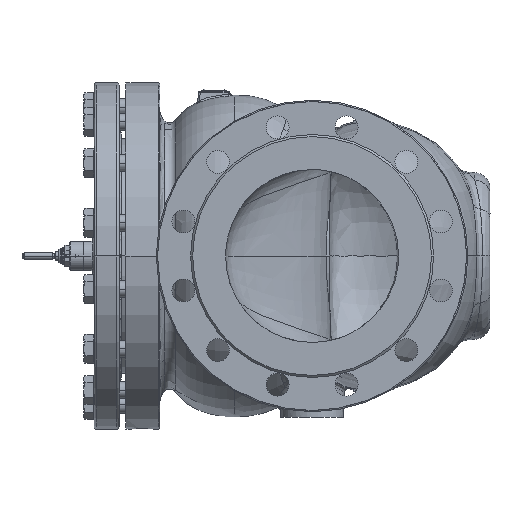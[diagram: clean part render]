
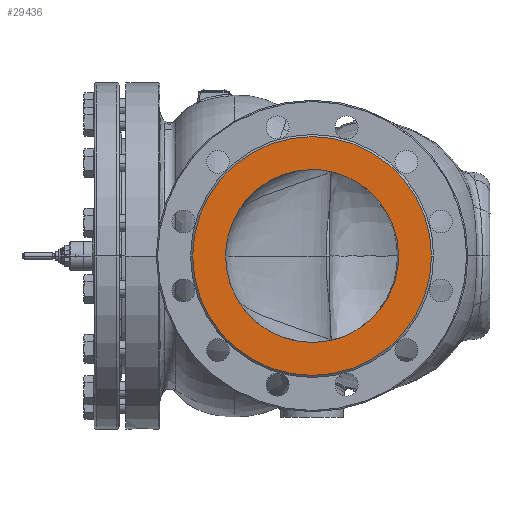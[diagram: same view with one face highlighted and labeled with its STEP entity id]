
A CAD part, left-side view. The second image highlights one B-rep face of the part: STEP entity #29436.
In plain terms, the highlighted planar face has unit normal (-1, 0, 0).
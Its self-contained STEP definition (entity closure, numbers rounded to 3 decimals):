
#1=CARTESIAN_POINT('',(-365.,105.96,66.314));
#2=CARTESIAN_POINT('',(-365.,109.174,61.179));
#3=CARTESIAN_POINT('',(-365.,114.738,50.651));
#4=CARTESIAN_POINT('',(-365.,120.629,34.239));
#5=CARTESIAN_POINT('',(-365.,124.197,17.356));
#6=CARTESIAN_POINT('',(-365.,125.,5.825));
#7=CARTESIAN_POINT('',(-365.,125.,0.));
#108=CARTESIAN_POINT('',(-365.,0.,0.));
#109=DIRECTION('',(1.,0.,0.));
#110=DIRECTION('',(0.,1.,0.));
#111=AXIS2_PLACEMENT_3D('',#108,#109,#110);
#113=CARTESIAN_POINT('',(-365.,0.,0.));
#114=DIRECTION('',(-1.,0.,0.));
#115=DIRECTION('',(0.,1.,0.));
#116=AXIS2_PLACEMENT_3D('',#113,#114,#115);
#14203=CARTESIAN_POINT('',(-365.,0.,125.));
#14204=CARTESIAN_POINT('',(-365.,5.526,125.));
#14205=CARTESIAN_POINT('',(-365.,16.502,124.264));
#14206=CARTESIAN_POINT('',(-365.,32.479,121.069));
#14207=CARTESIAN_POINT('',(-365.,47.713,115.901));
#14208=CARTESIAN_POINT('',(-365.,62.001,108.924));
#14209=CARTESIAN_POINT('',(-365.,72.949,101.737));
#14210=CARTESIAN_POINT('',(-365.,81.06,95.259));
#14211=CARTESIAN_POINT('',(-365.,86.8,90.06));
#14212=CARTESIAN_POINT('',(-365.,91.282,85.463));
#14213=CARTESIAN_POINT('',(-365.,94.681,81.64));
#14214=CARTESIAN_POINT('',(-365.,97.954,77.725));
#14215=CARTESIAN_POINT('',(-365.,101.805,72.664));
#14216=CARTESIAN_POINT('',(-365.,104.62,68.454));
#14217=CARTESIAN_POINT('',(-365.,105.96,66.314));
#14467=CARTESIAN_POINT('',(-365.,-125.,0.));
#14468=CARTESIAN_POINT('',(-365.,-125.,6.192));
#14469=CARTESIAN_POINT('',(-365.,-124.068,18.847));
#14470=CARTESIAN_POINT('',(-365.,-119.723,37.594));
#14471=CARTESIAN_POINT('',(-365.,-113.886,52.153));
#14472=CARTESIAN_POINT('',(-365.,-108.219,62.766));
#14473=CARTESIAN_POINT('',(-365.,-102.175,72.385));
#14474=CARTESIAN_POINT('',(-365.,-93.825,83.113));
#14475=CARTESIAN_POINT('',(-365.,-82.503,94.346));
#14476=CARTESIAN_POINT('',(-365.,-70.144,103.846));
#14477=CARTESIAN_POINT('',(-365.,-56.958,111.613));
#14478=CARTESIAN_POINT('',(-365.,-43.164,117.627));
#14479=CARTESIAN_POINT('',(-365.,-28.949,121.899));
#14480=CARTESIAN_POINT('',(-365.,-14.502,124.441));
#14481=CARTESIAN_POINT('',(-365.,-4.824,125.));
#14482=CARTESIAN_POINT('',(-365.,0.,125.));
#14543=CARTESIAN_POINT('',(-365.,0.,-125.));
#14544=CARTESIAN_POINT('',(-365.,-4.824,-125.));
#14545=CARTESIAN_POINT('',(-365.,-14.502,-124.441));
#14546=CARTESIAN_POINT('',(-365.,-28.949,-121.899));
#14547=CARTESIAN_POINT('',(-365.,-43.164,-117.627));
#14548=CARTESIAN_POINT('',(-365.,-56.958,-111.613));
#14549=CARTESIAN_POINT('',(-365.,-70.144,-103.846));
#14550=CARTESIAN_POINT('',(-365.,-82.503,-94.346));
#14551=CARTESIAN_POINT('',(-365.,-93.825,-83.113));
#14552=CARTESIAN_POINT('',(-365.,-102.175,-72.385));
#14553=CARTESIAN_POINT('',(-365.,-108.219,-62.766));
#14554=CARTESIAN_POINT('',(-365.,-113.886,-52.153));
#14555=CARTESIAN_POINT('',(-365.,-119.723,-37.594));
#14556=CARTESIAN_POINT('',(-365.,-124.068,-18.847));
#14557=CARTESIAN_POINT('',(-365.,-125.,-6.192));
#14558=CARTESIAN_POINT('',(-365.,-125.,0.));
#14589=CARTESIAN_POINT('',(-365.,105.96,-66.314));
#14590=CARTESIAN_POINT('',(-365.,104.62,-68.454));
#14591=CARTESIAN_POINT('',(-365.,101.805,-72.664));
#14592=CARTESIAN_POINT('',(-365.,97.954,-77.725));
#14593=CARTESIAN_POINT('',(-365.,94.681,-81.64));
#14594=CARTESIAN_POINT('',(-365.,91.282,-85.463));
#14595=CARTESIAN_POINT('',(-365.,86.8,-90.06));
#14596=CARTESIAN_POINT('',(-365.,81.06,-95.259));
#14597=CARTESIAN_POINT('',(-365.,72.949,-101.737));
#14598=CARTESIAN_POINT('',(-365.,62.001,-108.924));
#14599=CARTESIAN_POINT('',(-365.,47.713,-115.901));
#14600=CARTESIAN_POINT('',(-365.,32.479,-121.069));
#14601=CARTESIAN_POINT('',(-365.,16.502,-124.264));
#14602=CARTESIAN_POINT('',(-365.,5.526,-125.));
#14603=CARTESIAN_POINT('',(-365.,0.,-125.));
#14660=CARTESIAN_POINT('',(-365.,125.,0.));
#14661=CARTESIAN_POINT('',(-365.,125.,-5.825));
#14662=CARTESIAN_POINT('',(-365.,124.197,-17.356));
#14663=CARTESIAN_POINT('',(-365.,120.629,-34.239));
#14664=CARTESIAN_POINT('',(-365.,114.738,-50.651));
#14665=CARTESIAN_POINT('',(-365.,109.174,-61.179));
#14666=CARTESIAN_POINT('',(-365.,105.96,-66.314));
#29145=CARTESIAN_POINT('',(-365.,172.5,0.));
#29147=VERTEX_POINT('',#29145);
#29149=CARTESIAN_POINT('',(-365.,-172.5,0.));
#29151=VERTEX_POINT('',#29149);
#29153=VERTEX_POINT('',#14660);
#29154=VERTEX_POINT('',#14666);
#29155=VERTEX_POINT('',#14603);
#29156=VERTEX_POINT('',#14558);
#29157=VERTEX_POINT('',#1);
#29158=VERTEX_POINT('',#14203);
#29412=CARTESIAN_POINT('',(-365.,0.,0.));
#29413=DIRECTION('',(-1.,0.,0.));
#29414=DIRECTION('',(0.,-1.,0.));
#29415=AXIS2_PLACEMENT_3D('',#29412,#29413,#29414);
#29416=PLANE('',#29415);
#29418=ORIENTED_EDGE('',*,*,#29417,.T.);
#29420=ORIENTED_EDGE('',*,*,#29419,.F.);
#29421=EDGE_LOOP('',(#29418,#29420));
#29422=FACE_OUTER_BOUND('',#29421,.F.);
#29424=ORIENTED_EDGE('',*,*,#29423,.T.);
#29426=ORIENTED_EDGE('',*,*,#29425,.T.);
#29428=ORIENTED_EDGE('',*,*,#29427,.T.);
#29430=ORIENTED_EDGE('',*,*,#29429,.T.);
#29432=ORIENTED_EDGE('',*,*,#29431,.T.);
#29433=ORIENTED_EDGE('',*,*,#29395,.T.);
#29434=EDGE_LOOP('',(#29424,#29426,#29428,#29430,#29432,#29433));
#29435=FACE_BOUND('',#29434,.F.);
#29436=ADVANCED_FACE('',(#29422,#29435),#29416,.T.);
#8=B_SPLINE_CURVE_WITH_KNOTS('',3,(#1,#2,#3,#4,#5,#6,#7),.UNSPECIFIED.,.F.,.F.,(
4,1,1,1,4),(0.,0.25,0.5,0.75,1.),.UNSPECIFIED.);
#112=CIRCLE('',#111,172.5);
#117=CIRCLE('',#116,172.5);
#14218=B_SPLINE_CURVE_WITH_KNOTS('',3,(#14203,#14204,#14205,#14206,#14207,
#14208,#14209,#14210,#14211,#14212,#14213,#14214,#14215,#14216,#14217),
.UNSPECIFIED.,.F.,.F.,(4,1,1,1,1,1,1,1,1,1,1,1,4),(0.,0.125,0.25,0.375,
0.5,0.625,0.688,0.75,0.813,0.844,0.875,0.938,1.),
.UNSPECIFIED.);
#14483=B_SPLINE_CURVE_WITH_KNOTS('',3,(#14467,#14468,#14469,#14470,#14471,
#14472,#14473,#14474,#14475,#14476,#14477,#14478,#14479,#14480,#14481,#14482),
.UNSPECIFIED.,.F.,.F.,(4,1,1,1,1,1,1,1,1,1,1,1,1,4),(0.,0.085,
0.17,0.255,0.297,0.34,
0.422,0.505,0.587,0.67,
0.752,0.835,0.917,1.),.UNSPECIFIED.);
#14559=B_SPLINE_CURVE_WITH_KNOTS('',3,(#14543,#14544,#14545,#14546,#14547,
#14548,#14549,#14550,#14551,#14552,#14553,#14554,#14555,#14556,#14557,#14558),
.UNSPECIFIED.,.F.,.F.,(4,1,1,1,1,1,1,1,1,1,1,1,1,4),(0.,0.083,
0.165,0.248,0.33,0.413,
0.495,0.578,0.66,0.703,
0.745,0.83,0.915,1.),.UNSPECIFIED.);
#14604=B_SPLINE_CURVE_WITH_KNOTS('',3,(#14589,#14590,#14591,#14592,#14593,
#14594,#14595,#14596,#14597,#14598,#14599,#14600,#14601,#14602,#14603),
.UNSPECIFIED.,.F.,.F.,(4,1,1,1,1,1,1,1,1,1,1,1,4),(0.,0.063,0.125,
0.156,0.188,0.25,0.313,0.375,0.5,0.625,0.75,0.875,1.),
.UNSPECIFIED.);
#14667=B_SPLINE_CURVE_WITH_KNOTS('',3,(#14660,#14661,#14662,#14663,#14664,
#14665,#14666),.UNSPECIFIED.,.F.,.F.,(4,1,1,1,4),(0.,0.25,0.5,0.75,
1.),.UNSPECIFIED.);
#29395=EDGE_CURVE('',#29157,#29153,#8,.T.);
#29417=EDGE_CURVE('',#29147,#29151,#112,.T.);
#29419=EDGE_CURVE('',#29147,#29151,#117,.T.);
#29423=EDGE_CURVE('',#29153,#29154,#14667,.T.);
#29425=EDGE_CURVE('',#29154,#29155,#14604,.T.);
#29427=EDGE_CURVE('',#29155,#29156,#14559,.T.);
#29429=EDGE_CURVE('',#29156,#29158,#14483,.T.);
#29431=EDGE_CURVE('',#29158,#29157,#14218,.T.);
